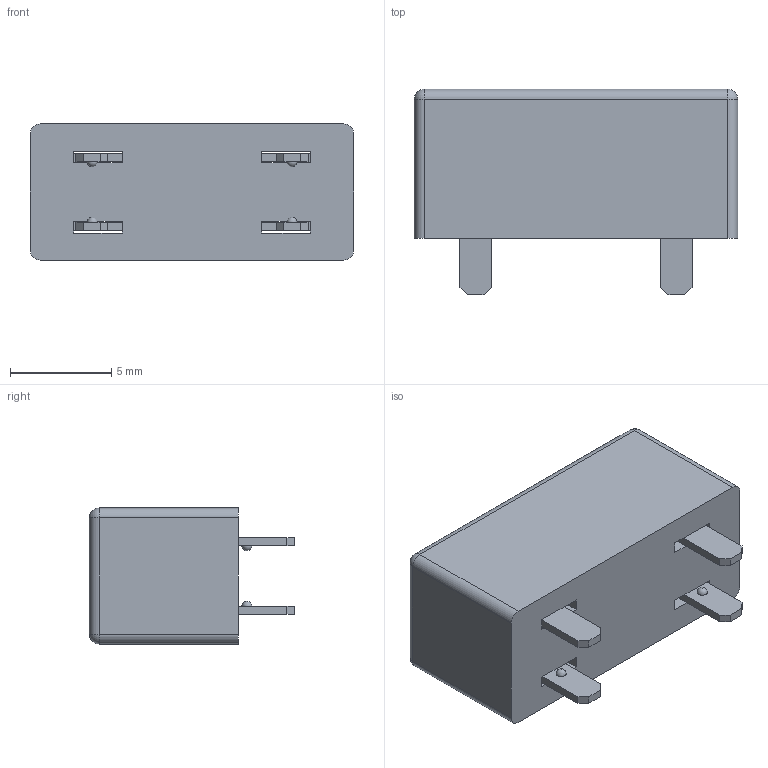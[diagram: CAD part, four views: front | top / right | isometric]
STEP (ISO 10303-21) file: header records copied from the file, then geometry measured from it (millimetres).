
FILE_DESCRIPTION (( 'STEP AP214' ), '1' );
FILE_NAME ('3568.STEP', '2022-03-18T08:56:39', ( '' ), ( '' ), 'SwSTEP 2.0', 'SolidWorks 2018', '' );
FILE_SCHEMA (( 'AUTOMOTIVE_DESIGN' ));
Length unit declared in the file: millimetre
Products named in the file (1): 3568
Bounding box: 16 x 10.16 x 6.73 mm (x, y, z)
Volume: 612.4 mm3; surface area: 1249.4 mm2
Topology: 3 solids, 3 shells, 160 faces, 456 edges, 298 vertices
Faces by surface type: plane 120, cylinder 32, sphere 8
Entity records: 6906 total; most frequent: CARTESIAN_POINT 911, ORIENTED_EDGE 888, DIRECTION 836, EDGE_CURVE 444, LINE 366, VECTOR 366, VERTEX_POINT 294, AXIS2_PLACEMENT_3D 235
